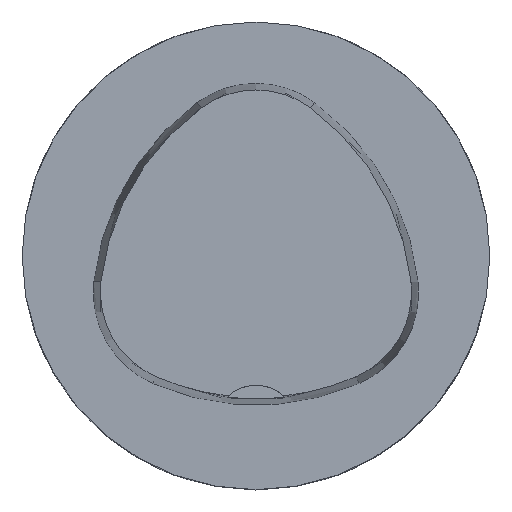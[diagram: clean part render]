
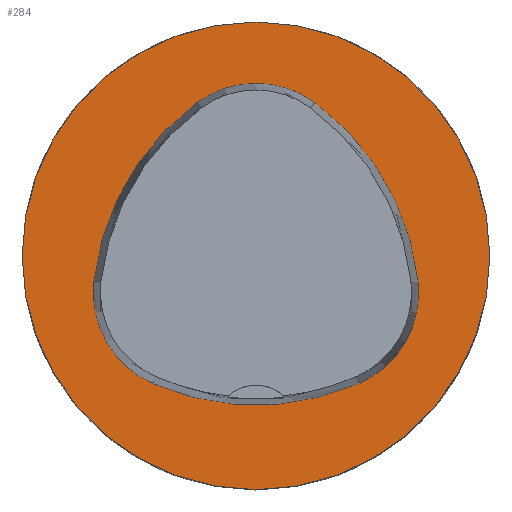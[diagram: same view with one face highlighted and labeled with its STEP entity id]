
A CAD part, top view. The second image highlights one B-rep face of the part: STEP entity #284.
In plain terms, the highlighted planar face has unit normal (0, 0, 1).
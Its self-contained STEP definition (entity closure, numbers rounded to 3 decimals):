
#284=ADVANCED_FACE('',(#390,#391),#346,.T.);
#346=PLANE('',#1071);
#390=FACE_BOUND('',#473,.T.);
#391=FACE_BOUND('',#474,.T.);
#473=EDGE_LOOP('',(#626,#627,#628,#629,#630,#631));
#474=EDGE_LOOP('',(#632));
#626=ORIENTED_EDGE('',*,*,#912,.T.);
#627=ORIENTED_EDGE('',*,*,#892,.T.);
#628=ORIENTED_EDGE('',*,*,#896,.T.);
#629=ORIENTED_EDGE('',*,*,#899,.T.);
#630=ORIENTED_EDGE('',*,*,#902,.T.);
#631=ORIENTED_EDGE('',*,*,#910,.T.);
#632=ORIENTED_EDGE('',*,*,#883,.F.);
#798=VERTEX_POINT('',#1497);
#807=VERTEX_POINT('',#1516);
#808=VERTEX_POINT('',#1517);
#811=VERTEX_POINT('',#1525);
#813=VERTEX_POINT('',#1531);
#815=VERTEX_POINT('',#1537);
#822=VERTEX_POINT('',#1558);
#883=EDGE_CURVE('',#798,#798,#984,.T.);
#892=EDGE_CURVE('',#807,#808,#985,.T.);
#896=EDGE_CURVE('',#808,#811,#987,.T.);
#899=EDGE_CURVE('',#811,#813,#989,.T.);
#902=EDGE_CURVE('',#813,#815,#991,.T.);
#910=EDGE_CURVE('',#815,#822,#995,.T.);
#912=EDGE_CURVE('',#822,#807,#997,.T.);
#984=CIRCLE('',#1043,40.0);
#985=CIRCLE('',#1049,44.0);
#987=CIRCLE('',#1052,17.0);
#989=CIRCLE('',#1055,44.0);
#991=CIRCLE('',#1058,17.0);
#995=CIRCLE('',#1063,44.0);
#997=CIRCLE('',#1066,17.0);
#1043=AXIS2_PLACEMENT_3D('',#1496,#1186,#1187);
#1049=AXIS2_PLACEMENT_3D('',#1515,#1202,#1203);
#1052=AXIS2_PLACEMENT_3D('',#1524,#1210,#1211);
#1055=AXIS2_PLACEMENT_3D('',#1530,#1217,#1218);
#1058=AXIS2_PLACEMENT_3D('',#1536,#1224,#1225);
#1063=AXIS2_PLACEMENT_3D('',#1559,#1236,#1237);
#1066=AXIS2_PLACEMENT_3D('',#1562,#1242,#1243);
#1071=AXIS2_PLACEMENT_3D('',#1567,#1252,#1253);
#1186=DIRECTION('',(0.0,0.0,-1.0));
#1187=DIRECTION('',(-1.0,0.0,0.0));
#1202=DIRECTION('',(0.0,0.0,-1.0));
#1203=DIRECTION('',(-1.0,0.0,0.0));
#1210=DIRECTION('',(0.0,0.0,-1.0));
#1211=DIRECTION('',(-1.0,0.0,0.0));
#1217=DIRECTION('',(0.0,0.0,-1.0));
#1218=DIRECTION('',(-1.0,0.0,0.0));
#1224=DIRECTION('',(0.0,0.0,-1.0));
#1225=DIRECTION('',(-1.0,0.0,0.0));
#1236=DIRECTION('',(0.0,0.0,-1.0));
#1237=DIRECTION('',(-1.0,0.0,0.0));
#1242=DIRECTION('',(0.0,0.0,-1.0));
#1243=DIRECTION('',(-1.0,0.0,0.0));
#1252=DIRECTION('',(0.0,0.0,1.0));
#1253=DIRECTION('',(1.0,0.0,0.0));
#1496=CARTESIAN_POINT('',(0.0,0.0,0.0));
#1497=CARTESIAN_POINT('',(-40.0,0.0,0.0));
#1515=CARTESIAN_POINT('',(16.01,-9.224,0.0));
#1516=CARTESIAN_POINT('',(-27.722,-4.378,0.0));
#1517=CARTESIAN_POINT('',(-10.119,26.178,0.0));
#1524=CARTESIAN_POINT('',(-0.023,12.5,0.0));
#1525=CARTESIAN_POINT('',(10.049,26.194,0.0));
#1530=CARTESIAN_POINT('',(-16.021,-9.25,0.0));
#1531=CARTESIAN_POINT('',(27.71,-4.394,0.0));
#1536=CARTESIAN_POINT('',(10.814,-6.27,0.0));
#1537=CARTESIAN_POINT('',(17.611,-21.852,0.0));
#1558=CARTESIAN_POINT('',(-17.652,-21.819,0.0));
#1559=CARTESIAN_POINT('',(0.017,18.477,0.0));
#1562=CARTESIAN_POINT('',(-10.825,-6.25,0.0));
#1567=CARTESIAN_POINT('',(0.0,0.0,0.0));
